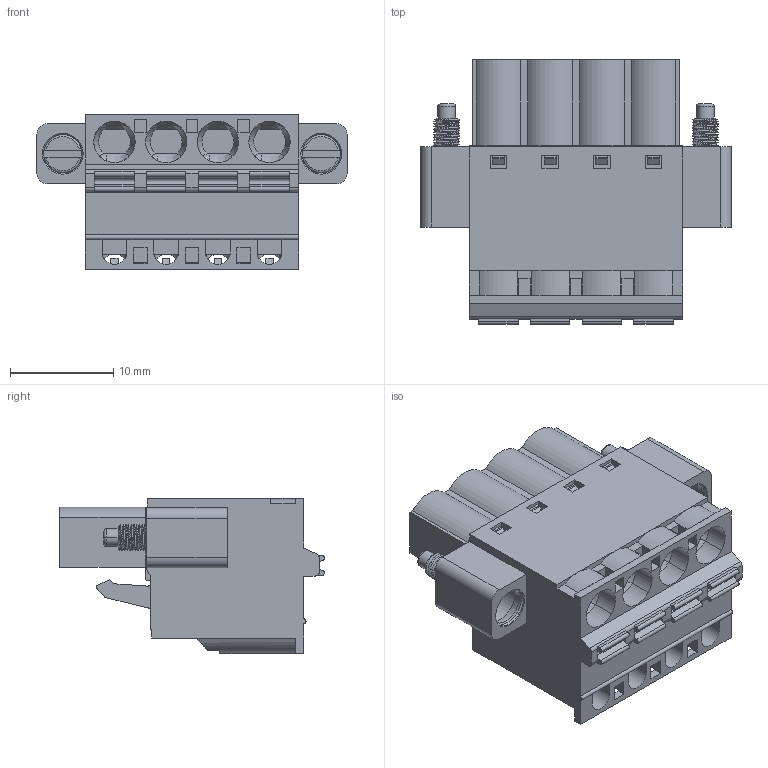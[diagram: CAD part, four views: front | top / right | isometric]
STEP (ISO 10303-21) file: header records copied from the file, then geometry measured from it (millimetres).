
FILE_DESCRIPTION( ('This file contains a STEP AP42 implementation' ,'as created by ZW3D STEP Interface translator.') ,'2;1' );
FILE_NAME( 'WJ2EDGKDM-5.0-04P-00A.stp' ,'23 626.161355', (''), ('ZWCAD Software Co.'), 'Version 1.0', 'ZW3D to STEP translator', '' );
FILE_SCHEMA(('AUTOMOTIVE_DESIGN { 1 0 10303 214 1 1 1 1 }'));
Length unit declared in the file: millimetre
Products named in the file (2): 0; WJ2EDGKDM-5.08-02P
Bounding box: 30 x 25.6 x 15 mm (x, y, z)
Volume: 5214.7 mm3; surface area: 3586.5 mm2
Topology: 1 solids, 1 shells, 593 faces, 1527 edges, 950 vertices
Faces by surface type: plane 342, cylinder 109, bspline 92, cone 32, torus 18
Entity records: 28591 total; most frequent: CARTESIAN_POINT 13944, ORIENTED_EDGE 3054, DIRECTION 2681, EDGE_CURVE 1527, VECTOR 1001, LINE 1001, VERTEX_POINT 950, AXIS2_PLACEMENT_3D 840
